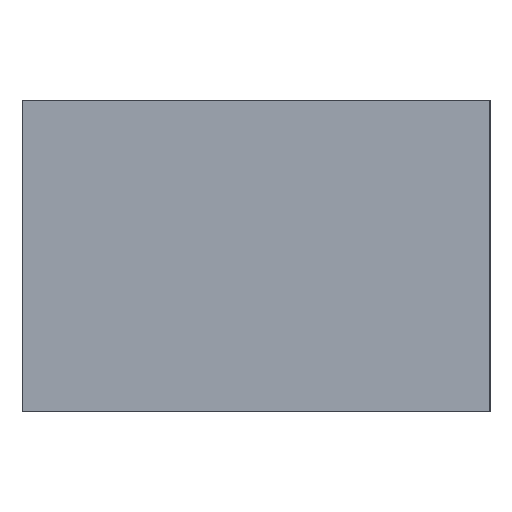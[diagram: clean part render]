
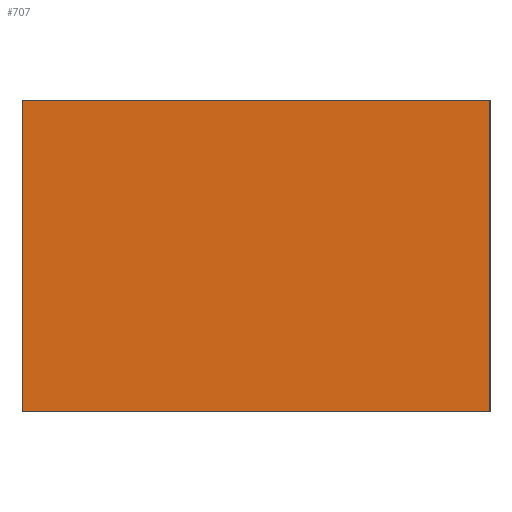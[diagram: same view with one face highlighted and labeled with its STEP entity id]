
A CAD part, left-side view. The second image highlights one B-rep face of the part: STEP entity #707.
In plain terms, the highlighted planar face has unit normal (-1, 0, 0).
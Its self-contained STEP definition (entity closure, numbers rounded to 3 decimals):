
#74 = ORIENTED_EDGE ( 'NONE', *, *, #301, .F. ) ;
#75 = ORIENTED_EDGE ( 'NONE', *, *, #312, .T. ) ;
#84 = EDGE_LOOP ( 'NONE', ( #139, #140, #74, #75 ) ) ;
#139 = ORIENTED_EDGE ( 'NONE', *, *, #311, .T. ) ;
#140 = ORIENTED_EDGE ( 'NONE', *, *, #310, .F. ) ;
#201 = LINE ( 'NONE', #518, #211 ) ;
#211 = VECTOR ( 'NONE', #522, 1000. ) ;
#218 = LINE ( 'NONE', #542, #220 ) ;
#220 = VECTOR ( 'NONE', #543, 1000. ) ;
#223 = LINE ( 'NONE', #544, #227 ) ;
#224 = LINE ( 'NONE', #537, #226 ) ;
#226 = VECTOR ( 'NONE', #546, 1000. ) ;
#227 = VECTOR ( 'NONE', #548, 1000. ) ;
#301 = EDGE_CURVE ( 'NONE', #419, #422, #201, .T. ) ;
#310 = EDGE_CURVE ( 'NONE', #422, #420, #218, .T. ) ;
#311 = EDGE_CURVE ( 'NONE', #421, #420, #224, .T. ) ;
#312 = EDGE_CURVE ( 'NONE', #419, #421, #223, .T. ) ;
#376 = AXIS2_PLACEMENT_3D ( 'NONE', #660, #666, #667 ) ;
#419 = VERTEX_POINT ( 'NONE', #618 ) ;
#420 = VERTEX_POINT ( 'NONE', #619 ) ;
#421 = VERTEX_POINT ( 'NONE', #620 ) ;
#422 = VERTEX_POINT ( 'NONE', #621 ) ;
#518 = CARTESIAN_POINT ( 'NONE',  ( 0., 75., 0. ) ) ;
#522 = DIRECTION ( 'NONE',  ( 0., 0., 1. ) ) ;
#537 = CARTESIAN_POINT ( 'NONE',  ( 0., 0., 0. ) ) ;
#542 = CARTESIAN_POINT ( 'NONE',  ( 0., 75., 0. ) ) ;
#543 = DIRECTION ( 'NONE',  ( 0., -1., 0. ) ) ;
#544 = CARTESIAN_POINT ( 'NONE',  ( 0., 75., -50. ) ) ;
#546 = DIRECTION ( 'NONE',  ( 0., 0., 1. ) ) ;
#548 = DIRECTION ( 'NONE',  ( 0., -1., 0. ) ) ;
#618 = CARTESIAN_POINT ( 'NONE',  ( 0., 75., -50. ) ) ;
#619 = CARTESIAN_POINT ( 'NONE',  ( 0., 0., 0. ) ) ;
#620 = CARTESIAN_POINT ( 'NONE',  ( 0., 0., -50. ) ) ;
#621 = CARTESIAN_POINT ( 'NONE',  ( 0., 75., 0. ) ) ;
#660 = CARTESIAN_POINT ( 'NONE',  ( 0., 75., 0. ) ) ;
#664 = PLANE ( 'NONE',  #376 ) ;
#666 = DIRECTION ( 'NONE',  ( 1., 0., 0. ) ) ;
#667 = DIRECTION ( 'NONE',  ( 0., 0., -1. ) ) ;
#707 = ADVANCED_FACE ( 'NONE', ( #746 ), #664, .F. ) ;
#746 = FACE_OUTER_BOUND ( 'NONE', #84, .T. ) ;
